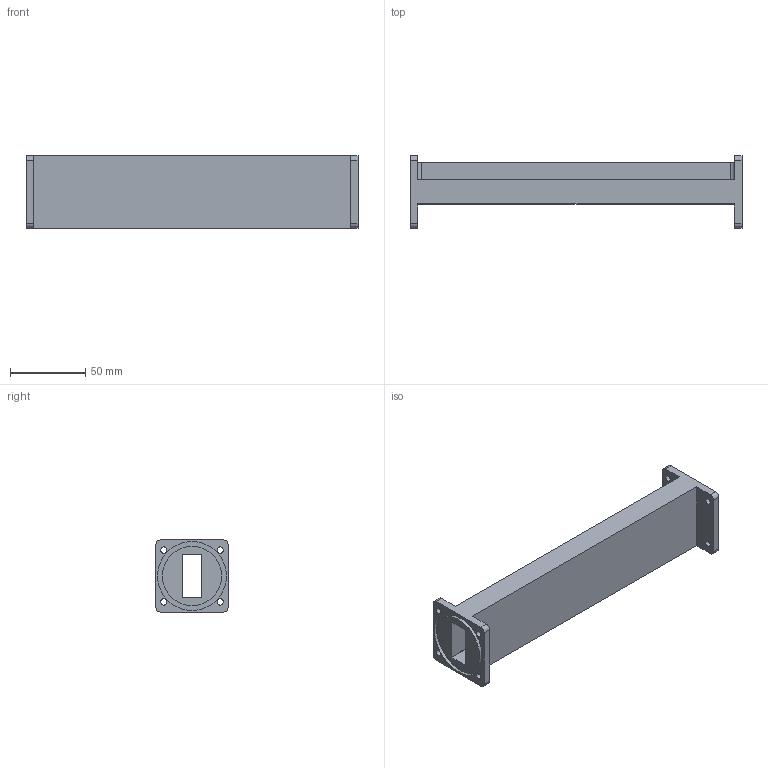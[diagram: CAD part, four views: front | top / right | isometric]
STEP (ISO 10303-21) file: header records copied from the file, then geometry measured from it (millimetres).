
FILE_DESCRIPTION (( 'STEP AP214' ), '1' );
FILE_NAME ('FMW112F001_3D.step', '2023-06-15T15:13:22', ( '' ), ( '' ), 'SwSTEP 2.0', 'SolidWorks 2022', '' );
FILE_SCHEMA (( 'AUTOMOTIVE_DESIGN' ));
Length unit declared in the file: inch
Products named in the file (1): FMW112F001_3D
Bounding box: 220 x 47.8 x 47.8 mm (x, y, z)
Volume: 148812 mm3; surface area: 60799.3 mm2
Topology: 1 solids, 1 shells, 980 faces, 2648 edges, 1756 vertices
Faces by surface type: plane 556, cone 336, cylinder 88
Entity records: 31524 total; most frequent: CARTESIAN_POINT 7401, ORIENTED_EDGE 5296, DIRECTION 4646, EDGE_CURVE 2648, VERTEX_POINT 1756, AXIS2_PLACEMENT_3D 1689, LINE 1268, VECTOR 1268
